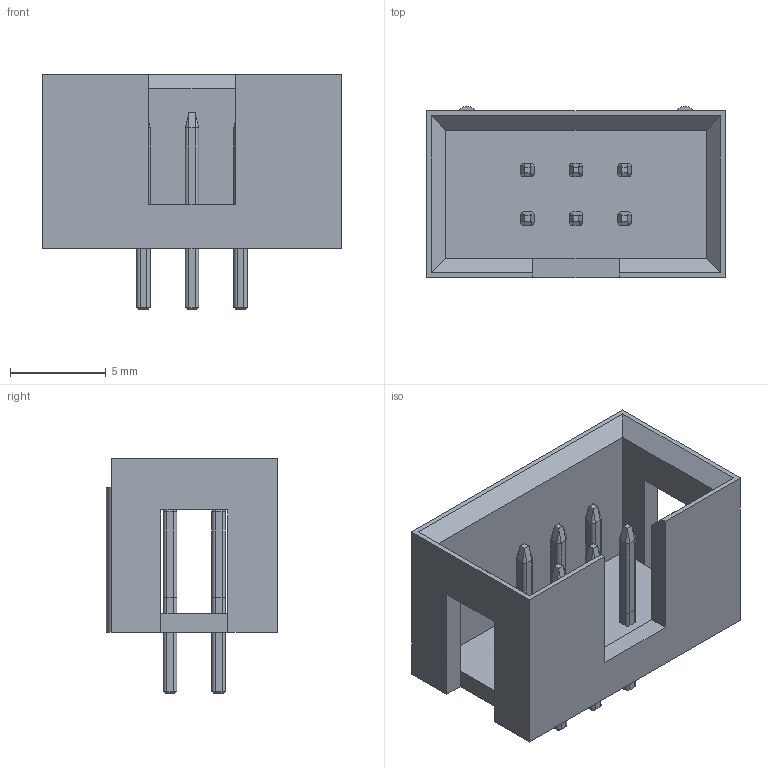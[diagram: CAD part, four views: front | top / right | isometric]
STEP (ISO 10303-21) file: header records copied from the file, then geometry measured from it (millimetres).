
FILE_DESCRIPTION(('Open CASCADE Model'),'2;1');
FILE_NAME('Open CASCADE Shape Model','2022-02-17T17:34:16',('Author'),( 'Open CASCADE'),'Open CASCADE STEP processor 7.4','Open CASCADE 7.4' ,'Unknown');
FILE_SCHEMA(('AUTOMOTIVE_DESIGN { 1 0 10303 214 1 1 1 1 }'));
Length unit declared in the file: millimetre
Products named in the file (7): CQ_assembly; plastic; plastic_part; pins-bottom; pins-bottom_part; pins-top; pins-top_part
Assembly tree (6 placements, depth 4):
  CQ_assembly
    plastic
      plastic_part
      pins-bottom
        pins-bottom_part
      pins-top
        pins-top_part
Bounding box: 15.6 x 8.95 x 12.3 mm (x, y, z)
Volume: 438 mm3; surface area: 1102 mm2
Topology: 13 solids, 13 shells, 319 faces, 763 edges, 466 vertices
Faces by surface type: plane 197, cylinder 74, cone 24, bspline 24
Entity records: 18159 total; most frequent: CARTESIAN_POINT 3917, DIRECTION 2469, LINE 1493, VECTOR 1493, ORIENTED_EDGE 1430, PCURVE 1430, DEFINITIONAL_REPRESENTATION 1430, EDGE_CURVE 715
